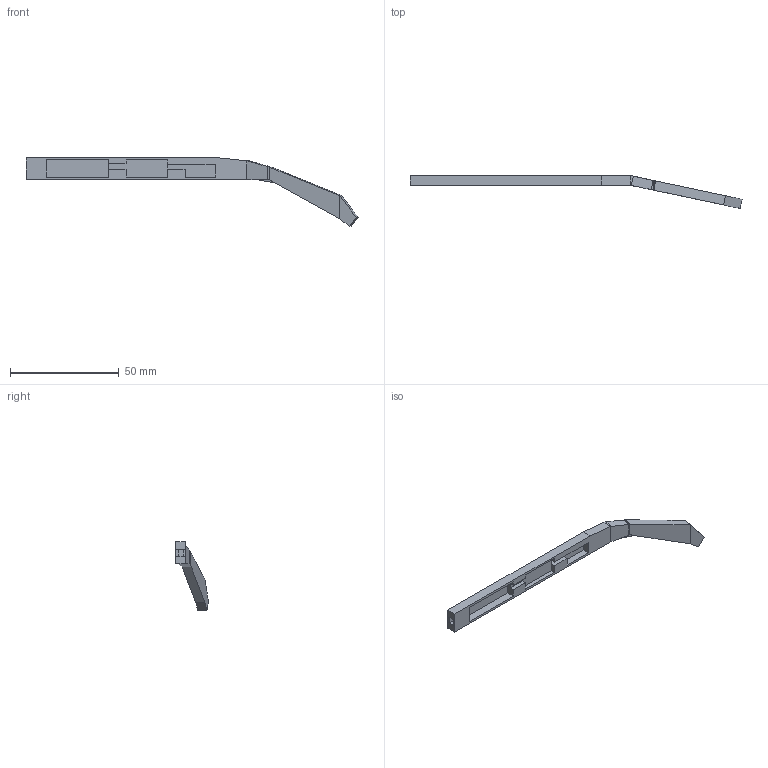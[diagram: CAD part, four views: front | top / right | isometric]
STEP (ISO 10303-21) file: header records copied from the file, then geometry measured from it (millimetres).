
FILE_DESCRIPTION(/* description */ ('STEP AP242 Edition 2','CAx-IF Rec.Pracs.---Representation and Presentation of Product Manufacturing Information (PMI)---4.0---2014-10-13','CAx-IF Rec.Pracs.---3D Tessellated Geometry---0.4---2014-09-14','2;1','CAx-IF Rec.Pracs.---User Defined Attributes---1.5---2016-08-15'),/* implementation_level */ '2;1');
FILE_NAME(/* name */ '69762606353d64e24278f818',/* time_stamp */ '2026-01-25T14:17:43Z',/* author */ (''),/* organization */ (''),/* preprocessor_version */ 'ST-DEVELOPER v20',/* originating_system */ 'ONSHAPE BY PTC INC, 1.209',/* authorisation */ ' ');
FILE_SCHEMA (('AP242_MANAGED_MODEL_BASED_3D_ENGINEERING_MIM_LF { 1 0 10303 442 3 1 4 }'));
Length unit declared in the file: metre
Products named in the file (5): Part 4; Part 5; Part 3; Part 2; Part 1
Bounding box: 152.65 x 15.05 x 31.54 mm (x, y, z)
Volume: 4870.2 mm3; surface area: 5272.1 mm2
Topology: 5 solids, 5 shells, 68 faces, 165 edges, 108 vertices
Faces by surface type: plane 68
Entity records: 2066 total; most frequent: CARTESIAN_POINT 346, ORIENTED_EDGE 330, DIRECTION 311, EDGE_CURVE 165, LINE 165, VECTOR 165, VERTEX_POINT 108, AXIS2_PLACEMENT_3D 73
